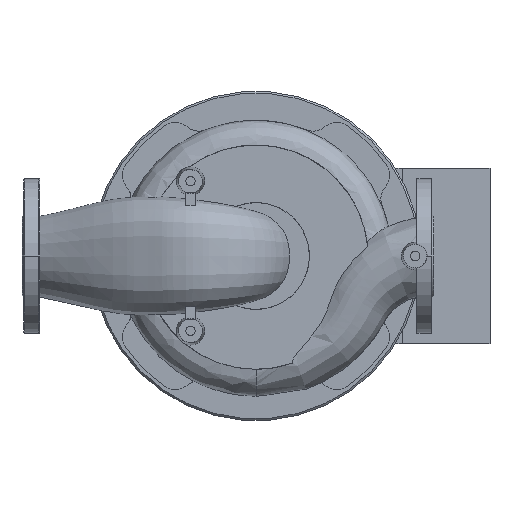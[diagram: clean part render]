
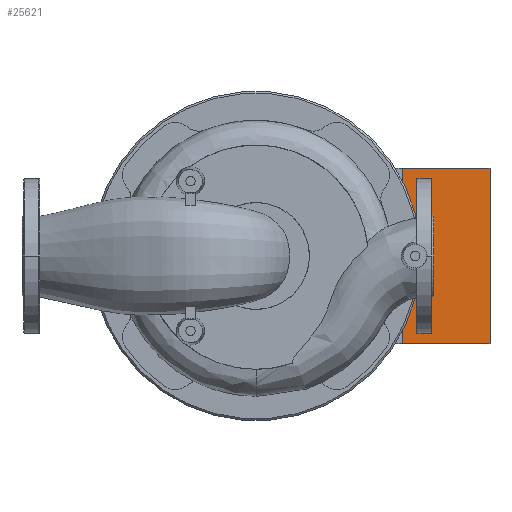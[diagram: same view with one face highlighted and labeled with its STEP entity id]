
A CAD part, front view. The second image highlights one B-rep face of the part: STEP entity #25621.
In plain terms, the highlighted planar face has unit normal (0, -1, 0).
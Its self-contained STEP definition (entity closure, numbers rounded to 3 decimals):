
#25582=CARTESIAN_POINT('',(500.0,359.0,-93.6));
#25583=DIRECTION('',(0.0,-1.0,0.0));
#25584=DIRECTION('',(0.0,0.0,-1.0));
#25585=AXIS2_PLACEMENT_3D('',#25582,#25583,#25584);
#25586=PLANE('',#25585);
#25587=CARTESIAN_POINT('',(500.0,359.0,93.6));
#25588=VERTEX_POINT('',#25587);
#25589=CARTESIAN_POINT('',(406.0,359.0,93.6));
#25590=VERTEX_POINT('',#25589);
#25591=CARTESIAN_POINT('',(500.0,359.0,93.6));
#25592=DIRECTION('',(-1.0,0.0,0.0));
#25593=VECTOR('',#25592,94.0);
#25594=LINE('',#25591,#25593);
#25595=EDGE_CURVE('',#25588,#25590,#25594,.T.);
#25596=ORIENTED_EDGE('',*,*,#25595,.T.);
#25597=CARTESIAN_POINT('',(406.0,359.0,-93.6));
#25598=VERTEX_POINT('',#25597);
#25599=CARTESIAN_POINT('',(406.0,359.0,-93.6));
#25600=DIRECTION('',(0.0,0.0,1.0));
#25601=VECTOR('',#25600,187.2);
#25602=LINE('',#25599,#25601);
#25603=EDGE_CURVE('',#25598,#25590,#25602,.T.);
#25604=ORIENTED_EDGE('',*,*,#25603,.F.);
#25605=CARTESIAN_POINT('',(500.0,359.0,-93.6));
#25606=VERTEX_POINT('',#25605);
#25607=CARTESIAN_POINT('',(500.0,359.0,-93.6));
#25608=DIRECTION('',(-1.0,0.0,0.0));
#25609=VECTOR('',#25608,94.0);
#25610=LINE('',#25607,#25609);
#25611=EDGE_CURVE('',#25606,#25598,#25610,.T.);
#25612=ORIENTED_EDGE('',*,*,#25611,.F.);
#25613=CARTESIAN_POINT('',(500.0,359.0,-93.6));
#25614=DIRECTION('',(0.0,0.0,1.0));
#25615=VECTOR('',#25614,187.2);
#25616=LINE('',#25613,#25615);
#25617=EDGE_CURVE('',#25606,#25588,#25616,.T.);
#25618=ORIENTED_EDGE('',*,*,#25617,.T.);
#25619=EDGE_LOOP('',(#25596,#25604,#25612,#25618));
#25620=FACE_OUTER_BOUND('',#25619,.T.);
#25621=ADVANCED_FACE('',(#25620),#25586,.T.);
